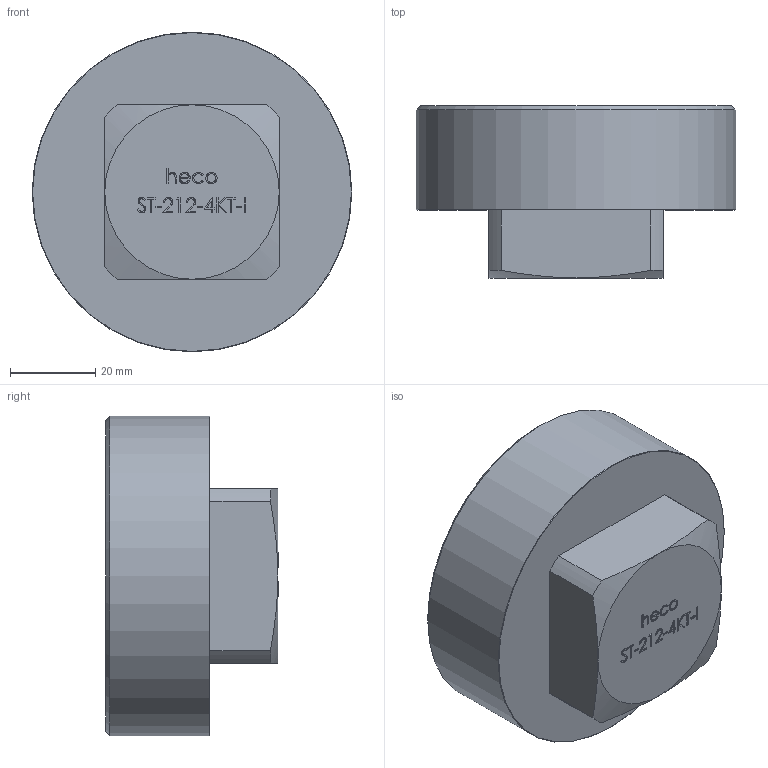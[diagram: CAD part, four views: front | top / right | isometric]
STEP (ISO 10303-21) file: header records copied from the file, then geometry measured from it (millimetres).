
FILE_DESCRIPTION (( 'STEP AP214' ), '1' );
FILE_NAME ('heco_ST-212-4KT-I.STEP', '2015-12-22T10:37:43', ( 'test' ), ( '' ), 'SwSTEP 2.0', 'SolidWorks 2011', '' );
FILE_SCHEMA (( 'AUTOMOTIVE_DESIGN' ));
Length unit declared in the file: millimetre
Products named in the file (1): heco_ST-212-4KT-I
Bounding box: 75.18 x 40.6 x 75.18 mm (x, y, z)
Volume: 59942.6 mm3; surface area: 22127.5 mm2
Topology: 1 solids, 1 shells, 195 faces, 504 edges, 333 vertices
Faces by surface type: plane 117, bspline 62, cylinder 7, cone 6, torus 3
Full cylindrical faces by diameter (mm): 33.5 x1, 61 x1, 75.184 x1
Entity records: 11044 total; most frequent: CARTESIAN_POINT 4559, ORIENTED_EDGE 992, DIRECTION 655, EDGE_CURVE 496, VECTOR 341, LINE 341, VERTEX_POINT 333, EDGE_LOOP 225
